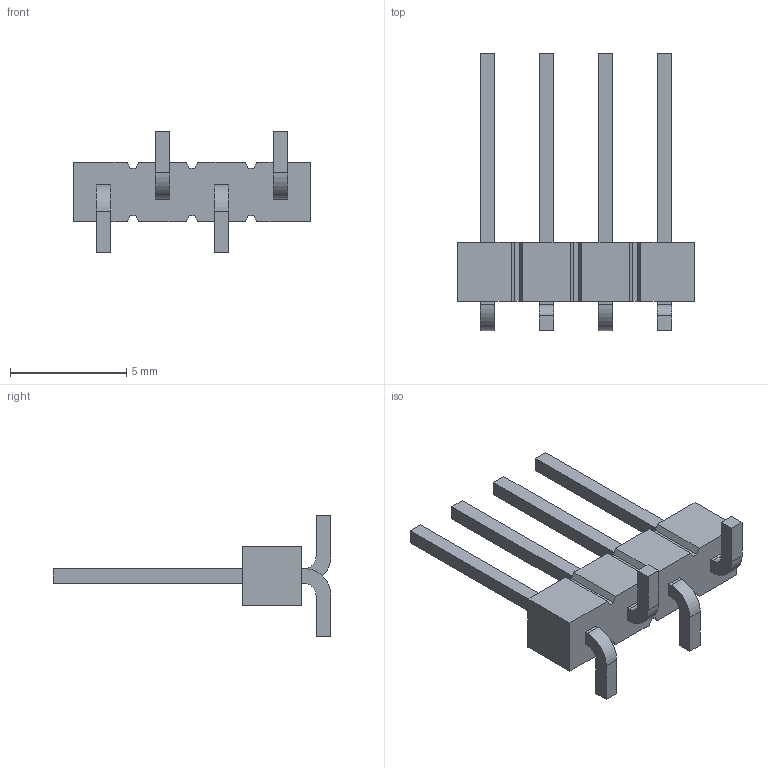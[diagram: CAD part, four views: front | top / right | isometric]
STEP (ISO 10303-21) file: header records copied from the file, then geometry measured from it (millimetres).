
FILE_DESCRIPTION(/* description */ ('STEP AP214'),/* implementation_level */ '2;1');
FILE_NAME(/* name */ 'TSM-104-02-L-SV',/* time_stamp */ '2024-05-30T21:51:06+02:00',/* author */ ('License CC BY-ND 4.0'),/* organization */ ('CADENAS'),/* preprocessor_version */ 'ST-DEVELOPER v19.3',/* originating_system */ 'PARTsolutions',/* authorisation */ ' ');
FILE_SCHEMA (('AUTOMOTIVE_DESIGN {1 0 10303 214 3 1 1}'));
Length unit declared in the file: inch
Products named in the file (3): TSM-104-02-L-SV; TSM-104-02-SV_body; T-1S6-08(-02-4-SV)
Assembly tree (2 placements, depth 2):
  TSM-104-02-L-SV
    TSM-104-02-SV_body
    T-1S6-08(-02-4-SV)
Bounding box: 10.16 x 11.94 x 5.21 mm (x, y, z)
Volume: 83 mm3; surface area: 296.1 mm2
Topology: 2 solids, 2 shells, 104 faces, 288 edges, 192 vertices
Faces by surface type: plane 96, cylinder 8
Entity records: 3362 total; most frequent: CARTESIAN_POINT 587, ORIENTED_EDGE 576, DIRECTION 518, EDGE_CURVE 288, LINE 272, VECTOR 272, VERTEX_POINT 192, AXIS2_PLACEMENT_3D 123
